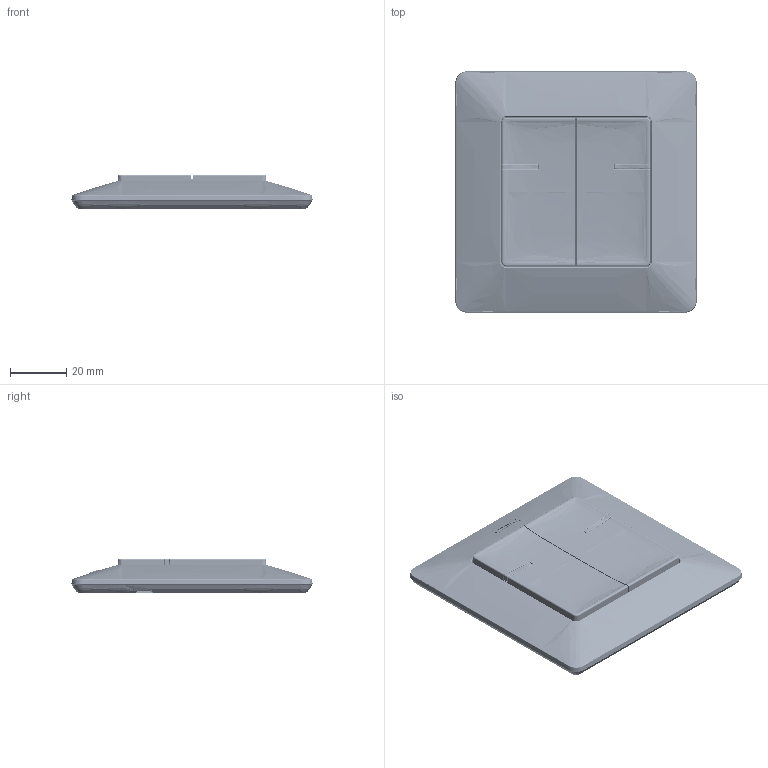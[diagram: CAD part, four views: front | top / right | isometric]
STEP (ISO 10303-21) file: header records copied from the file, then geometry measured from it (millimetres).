
FILE_DESCRIPTION(('CATIA V5 STEP Exchange','CAx-IF Rec.Pracs.--- Model Styling and Organization---1.5--- 2016-08-15','CAx-IF Rec.Pracs.---Supplemental Geometry---1.0---2011-11-01','CAx-IF Rec.Pracs.--- Composite Materials ---1.1---2010-07-15'),'2;1');
FILE_NAME('VL_7 521 87_88_68.stp','2021-10-01T11:42:21+00:00',('none'),('none'),'CATIA Version 5-6 Release 2020 SP3','CATIA V5 STEP AP214 v2','none');
FILE_SCHEMA(('AUTOMOTIVE_DESIGN { 1 0 10303 214 1 1 1 1 }'));
Products named in the file (1): VL_752187_SWITCH-2G
Bounding box: 86 x 86 x 12.13 mm (x, y, z)
Volume: 28832.2 mm3; surface area: 45219.2 mm2
Topology: 7 solids, 7 shells, 11656 faces, 32570 edges, 21063 vertices
Faces by surface type: plane 8533, cylinder 1341, bspline 852, extrusion 412, cone 253, sphere 183, torus 82
Entity records: 447679 total; most frequent: CARTESIAN_POINT 177886, ORIENTED_EDGE 64794, DIRECTION 38393, EDGE_CURVE 32397, VERTEX_POINT 21061, VECTOR 18297, LINE 17885, B_SPLINE_CURVE_WITH_KNOTS 13377
